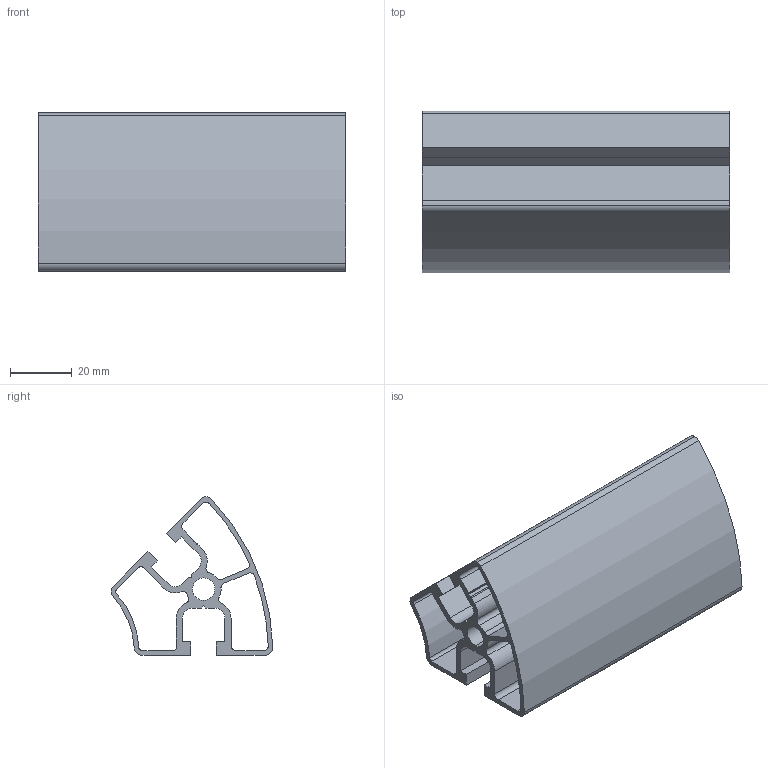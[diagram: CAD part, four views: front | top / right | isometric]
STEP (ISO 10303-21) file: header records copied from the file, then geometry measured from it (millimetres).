
FILE_DESCRIPTION (( 'STEP AP214' ), '1' );
FILE_NAME ('084.101.059.STEP', '2020-07-23T07:30:55', ( '' ), ( '' ), 'SwSTEP 2.0', 'SolidWorks 2018', '' );
FILE_SCHEMA (( 'AUTOMOTIVE_DESIGN' ));
Length unit declared in the file: millimetre
Products named in the file (1): 084.101.059
Bounding box: 100 x 52.53 x 51.45 mm (x, y, z)
Volume: 48156.1 mm3; surface area: 50307.5 mm2
Topology: 1 solids, 1 shells, 89 faces, 261 edges, 174 vertices
Faces by surface type: cylinder 45, plane 44
Entity records: 3035 total; most frequent: DIRECTION 531, CARTESIAN_POINT 525, ORIENTED_EDGE 522, EDGE_CURVE 261, AXIS2_PLACEMENT_3D 180, VERTEX_POINT 174, VECTOR 171, LINE 171
